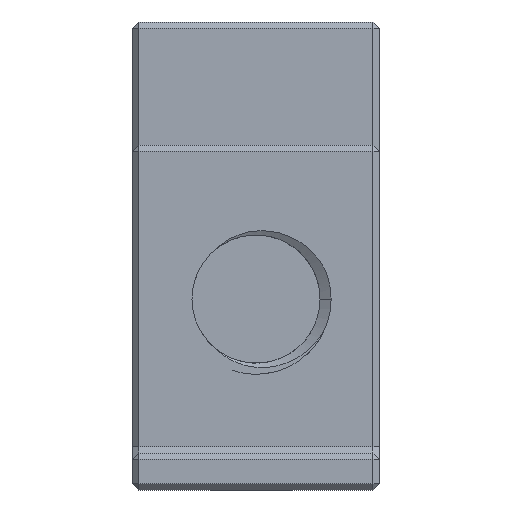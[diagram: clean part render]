
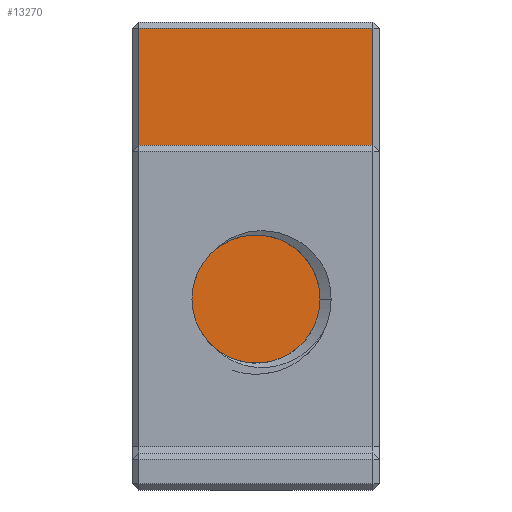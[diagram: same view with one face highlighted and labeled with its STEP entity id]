
A CAD part, front view. The second image highlights one B-rep face of the part: STEP entity #13270.
In plain terms, the highlighted planar face has unit normal (0, -1, 0).
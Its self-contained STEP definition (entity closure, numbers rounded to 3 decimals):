
#932 = PLANE('',#933);
#933 = AXIS2_PLACEMENT_3D('',#934,#935,#936);
#934 = CARTESIAN_POINT('',(0.25,100.25,0.));
#935 = DIRECTION('',(-0.707,-0.707,0.));
#936 = DIRECTION('',(0.,0.,-1.));
#1156 = PLANE('',#1157);
#1157 = AXIS2_PLACEMENT_3D('',#1158,#1159,#1160);
#1158 = CARTESIAN_POINT('',(19.75,100.25,0.));
#1159 = DIRECTION('',(0.707,-0.707,0.));
#1160 = DIRECTION('',(0.,0.,1.));
#5693 = VERTEX_POINT('',#5694);
#5694 = CARTESIAN_POINT('',(0.5,100.,-0.5));
#5717 = VERTEX_POINT('',#5718);
#5718 = CARTESIAN_POINT('',(0.5,100.,-34.5));
#5739 = EDGE_CURVE('',#5693,#5717,#5740,.T.);
#5740 = SURFACE_CURVE('',#5741,(#5745,#5752),.PCURVE_S1.);
#5741 = LINE('',#5742,#5743);
#5742 = CARTESIAN_POINT('',(0.5,100.,0.));
#5743 = VECTOR('',#5744,1.);
#5744 = DIRECTION('',(-0.,-0.,-1.));
#5745 = PCURVE('',#932,#5746);
#5746 = DEFINITIONAL_REPRESENTATION('',(#5747),#5751);
#5747 = LINE('',#5748,#5749);
#5748 = CARTESIAN_POINT('',(0.,0.354));
#5749 = VECTOR('',#5750,1.);
#5750 = DIRECTION('',(1.,0.));
#5751 = ( GEOMETRIC_REPRESENTATION_CONTEXT(2) 
PARAMETRIC_REPRESENTATION_CONTEXT() REPRESENTATION_CONTEXT('2D SPACE',''
  ) );
#5752 = PCURVE('',#5753,#5758);
#5753 = PLANE('',#5754);
#5754 = AXIS2_PLACEMENT_3D('',#5755,#5756,#5757);
#5755 = CARTESIAN_POINT('',(0.,100.,0.));
#5756 = DIRECTION('',(0.,-1.,0.));
#5757 = DIRECTION('',(1.,0.,0.));
#5758 = DEFINITIONAL_REPRESENTATION('',(#5759),#5763);
#5759 = LINE('',#5760,#5761);
#5760 = CARTESIAN_POINT('',(0.5,0.));
#5761 = VECTOR('',#5762,1.);
#5762 = DIRECTION('',(0.,-1.));
#5763 = ( GEOMETRIC_REPRESENTATION_CONTEXT(2) 
PARAMETRIC_REPRESENTATION_CONTEXT() REPRESENTATION_CONTEXT('2D SPACE',''
  ) );
#5883 = PLANE('',#5884);
#5884 = AXIS2_PLACEMENT_3D('',#5885,#5886,#5887);
#5885 = CARTESIAN_POINT('',(0.,99.75,-34.75));
#5886 = DIRECTION('',(0.,0.707,-0.707));
#5887 = DIRECTION('',(-1.,-0.,-0.));
#6327 = VERTEX_POINT('',#6328);
#6328 = CARTESIAN_POINT('',(19.5,100.,-34.5));
#6349 = EDGE_CURVE('',#6350,#6327,#6352,.T.);
#6350 = VERTEX_POINT('',#6351);
#6351 = CARTESIAN_POINT('',(19.5,100.,-0.5));
#6352 = SURFACE_CURVE('',#6353,(#6357,#6364),.PCURVE_S1.);
#6353 = LINE('',#6354,#6355);
#6354 = CARTESIAN_POINT('',(19.5,100.,0.));
#6355 = VECTOR('',#6356,1.);
#6356 = DIRECTION('',(-0.,-0.,-1.));
#6357 = PCURVE('',#1156,#6358);
#6358 = DEFINITIONAL_REPRESENTATION('',(#6359),#6363);
#6359 = LINE('',#6360,#6361);
#6360 = CARTESIAN_POINT('',(0.,0.354));
#6361 = VECTOR('',#6362,1.);
#6362 = DIRECTION('',(-1.,0.));
#6363 = ( GEOMETRIC_REPRESENTATION_CONTEXT(2) 
PARAMETRIC_REPRESENTATION_CONTEXT() REPRESENTATION_CONTEXT('2D SPACE',''
  ) );
#6364 = PCURVE('',#5753,#6365);
#6365 = DEFINITIONAL_REPRESENTATION('',(#6366),#6370);
#6366 = LINE('',#6367,#6368);
#6367 = CARTESIAN_POINT('',(19.5,0.));
#6368 = VECTOR('',#6369,1.);
#6369 = DIRECTION('',(0.,-1.));
#6370 = ( GEOMETRIC_REPRESENTATION_CONTEXT(2) 
PARAMETRIC_REPRESENTATION_CONTEXT() REPRESENTATION_CONTEXT('2D SPACE',''
  ) );
#13133 = PLANE('',#13134);
#13134 = AXIS2_PLACEMENT_3D('',#13135,#13136,#13137);
#13135 = CARTESIAN_POINT('',(0.,100.25,-0.25));
#13136 = DIRECTION('',(0.,-0.707,0.707));
#13137 = DIRECTION('',(1.,0.,0.));
#13270 = ADVANCED_FACE('',(#13271),#5753,.T.);
#13271 = FACE_BOUND('',#13272,.T.);
#13272 = EDGE_LOOP('',(#13273,#13274,#13295,#13296));
#13273 = ORIENTED_EDGE('',*,*,#6349,.F.);
#13274 = ORIENTED_EDGE('',*,*,#13275,.F.);
#13275 = EDGE_CURVE('',#5693,#6350,#13276,.T.);
#13276 = SURFACE_CURVE('',#13277,(#13281,#13288),.PCURVE_S1.);
#13277 = LINE('',#13278,#13279);
#13278 = CARTESIAN_POINT('',(0.,100.,-0.5));
#13279 = VECTOR('',#13280,1.);
#13280 = DIRECTION('',(1.,0.,0.));
#13281 = PCURVE('',#5753,#13282);
#13282 = DEFINITIONAL_REPRESENTATION('',(#13283),#13287);
#13283 = LINE('',#13284,#13285);
#13284 = CARTESIAN_POINT('',(0.,-0.5));
#13285 = VECTOR('',#13286,1.);
#13286 = DIRECTION('',(1.,0.));
#13287 = ( GEOMETRIC_REPRESENTATION_CONTEXT(2) 
PARAMETRIC_REPRESENTATION_CONTEXT() REPRESENTATION_CONTEXT('2D SPACE',''
  ) );
#13288 = PCURVE('',#13133,#13289);
#13289 = DEFINITIONAL_REPRESENTATION('',(#13290),#13294);
#13290 = LINE('',#13291,#13292);
#13291 = CARTESIAN_POINT('',(0.,-0.354));
#13292 = VECTOR('',#13293,1.);
#13293 = DIRECTION('',(1.,0.));
#13294 = ( GEOMETRIC_REPRESENTATION_CONTEXT(2) 
PARAMETRIC_REPRESENTATION_CONTEXT() REPRESENTATION_CONTEXT('2D SPACE',''
  ) );
#13295 = ORIENTED_EDGE('',*,*,#5739,.T.);
#13296 = ORIENTED_EDGE('',*,*,#13297,.T.);
#13297 = EDGE_CURVE('',#5717,#6327,#13298,.T.);
#13298 = SURFACE_CURVE('',#13299,(#13303,#13310),.PCURVE_S1.);
#13299 = LINE('',#13300,#13301);
#13300 = CARTESIAN_POINT('',(0.,100.,-34.5));
#13301 = VECTOR('',#13302,1.);
#13302 = DIRECTION('',(1.,0.,0.));
#13303 = PCURVE('',#5753,#13304);
#13304 = DEFINITIONAL_REPRESENTATION('',(#13305),#13309);
#13305 = LINE('',#13306,#13307);
#13306 = CARTESIAN_POINT('',(0.,-34.5));
#13307 = VECTOR('',#13308,1.);
#13308 = DIRECTION('',(1.,0.));
#13309 = ( GEOMETRIC_REPRESENTATION_CONTEXT(2) 
PARAMETRIC_REPRESENTATION_CONTEXT() REPRESENTATION_CONTEXT('2D SPACE',''
  ) );
#13310 = PCURVE('',#5883,#13311);
#13311 = DEFINITIONAL_REPRESENTATION('',(#13312),#13316);
#13312 = LINE('',#13313,#13314);
#13313 = CARTESIAN_POINT('',(-0.,0.354));
#13314 = VECTOR('',#13315,1.);
#13315 = DIRECTION('',(-1.,0.));
#13316 = ( GEOMETRIC_REPRESENTATION_CONTEXT(2) 
PARAMETRIC_REPRESENTATION_CONTEXT() REPRESENTATION_CONTEXT('2D SPACE',''
  ) );
